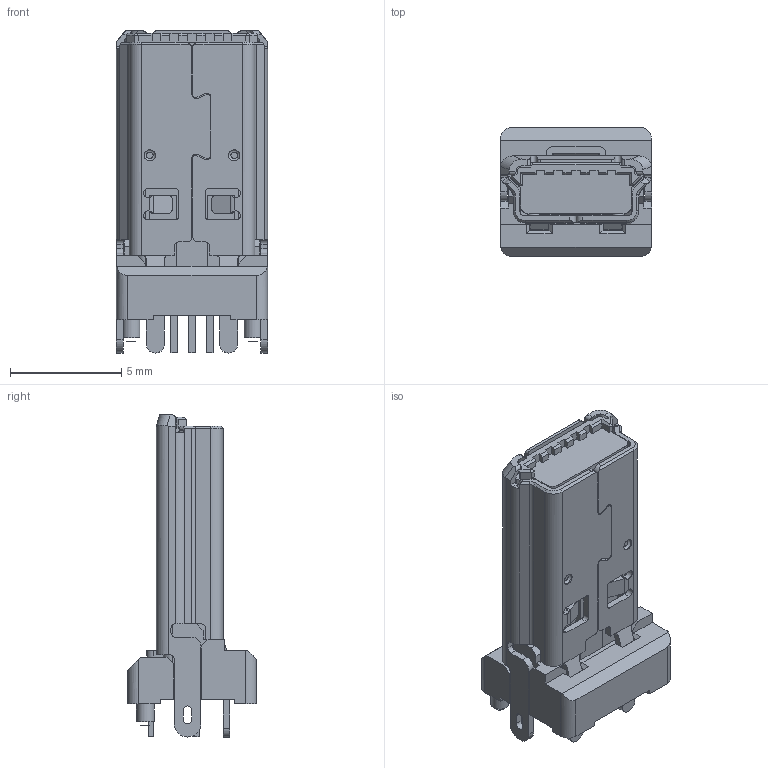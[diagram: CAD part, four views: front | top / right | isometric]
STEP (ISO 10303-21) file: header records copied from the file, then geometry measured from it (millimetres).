
FILE_DESCRIPTION(/* description */ (''),/* implementation_level */ '2;1');
FILE_NAME(/* name */ 'Hirose - UX20-MB-5P.step',/* time_stamp */ '2020-04-02T14:55:48+01:00',/* author */ (''),/* organization */ (''),/* preprocessor_version */ 'ST-DEVELOPER v18',/* originating_system */ 'Autodesk Translation Framework v8.12.0.6',/* authorisation */ '');
FILE_SCHEMA (('AUTOMOTIVE_DESIGN { 1 0 10303 214 3 1 1 }'));
Length unit declared in the file: millimetre
Products named in the file (1): Hirose - UX20-MB-5P
Bounding box: 6.8 x 5.8 x 14.5 mm (x, y, z)
Volume: 252.1 mm3; surface area: 618.2 mm2
Topology: 1 solids, 6 shells, 532 faces, 1490 edges, 966 vertices
Faces by surface type: plane 384, cylinder 130, bspline 8, cone 6, torus 4
Full cylindrical faces by diameter (mm): 0.5 x4, 0.8 x2
Entity records: 18359 total; most frequent: CARTESIAN_POINT 4193, ORIENTED_EDGE 2980, DIRECTION 2786, EDGE_CURVE 1490, LINE 1174, VECTOR 1174, VERTEX_POINT 966, AXIS2_PLACEMENT_3D 806
